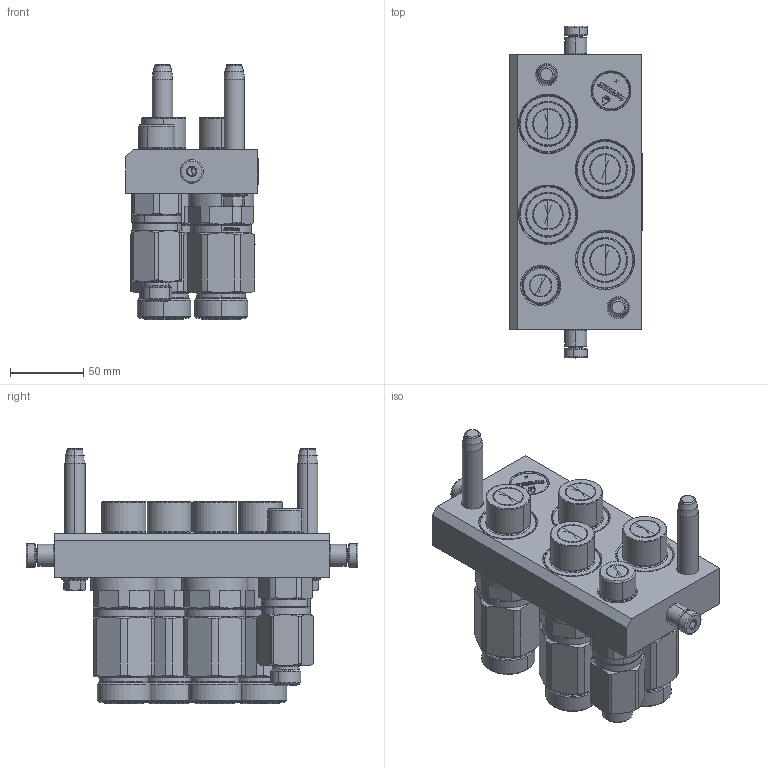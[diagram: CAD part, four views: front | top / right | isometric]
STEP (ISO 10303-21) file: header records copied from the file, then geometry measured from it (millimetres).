
FILE_DESCRIPTION (( 'STEP AP214' ), '1' );
FILE_NAME ('FASTER.step', '2021-01-29T18:25:14', ( '' ), ( '' ), 'SwSTEP 2.0', 'SolidWorks 2017', '' );
FILE_SCHEMA (( 'AUTOMOTIVE_DESIGN' ));
Length unit declared in the file: millimetre
Products named in the file (13): 3ffnp1211_12sm; 4850_010_8000_000.prt; 3ffnp3411_1sm; 4830_028_1000_011.prt; 4830_013_3000_030; P6I_M_BASE; 4830_021_1000_000.prt; 1540_080_0008_000.prt; et002; FASTER; TAPPO_12
Assembly tree (19 placements, depth 3):
  FASTER
    P6I_M_BASE
      4850_010_8000_000.prt
      4830_021_1000_000.prt  x2
      4830_028_1000_011.prt  x2
      1540_080_0008_000.prt  x2
      4830_013_3000_030  x2
    3ffnp3411_1sm  x4
      3ffnp3411_1sm
    3ffnp1211_12sm
      3ffnp1211_12sm
    TAPPO_12
    et002
Bounding box: 90.3 x 226.6 x 174.07 mm (x, y, z)
Volume: 14020.3 mm3; surface area: 210764.4 mm2
Topology: 4 solids, 71 shells, 2617 faces, 7989 edges, 5271 vertices
Faces by surface type: plane 1398, cylinder 466, cone 394, torus 196, bspline 163
Entity records: 73398 total; most frequent: CARTESIAN_POINT 19183, ORIENTED_EDGE 9057, DIRECTION 8489, EDGE_CURVE 4887, VERTEX_POINT 3212, LINE 3095, VECTOR 3095, AXIS2_PLACEMENT_3D 2697
